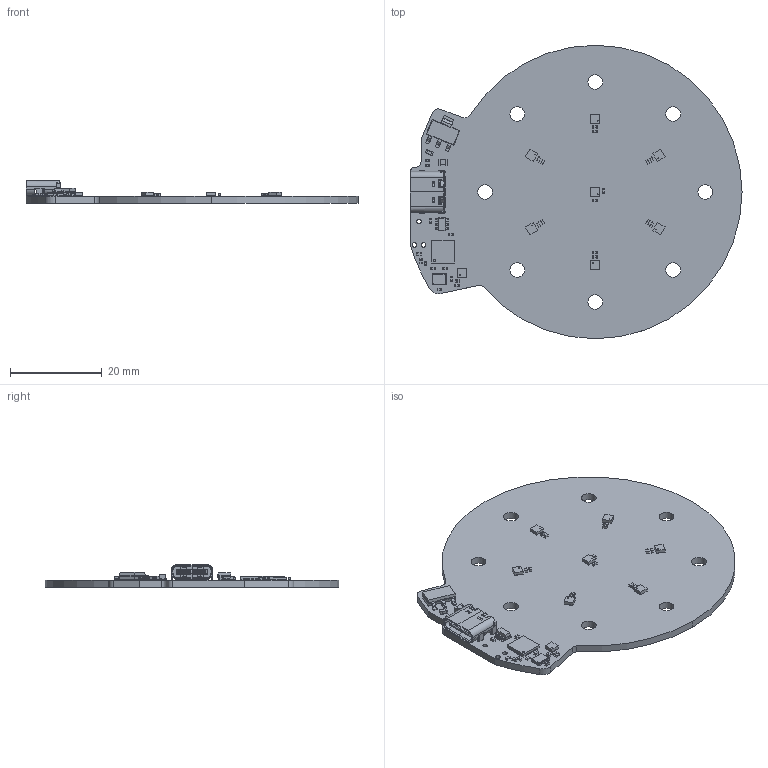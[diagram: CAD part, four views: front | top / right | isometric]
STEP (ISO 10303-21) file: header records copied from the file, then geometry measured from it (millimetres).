
FILE_DESCRIPTION(('KiCad electronic assembly'),'2;1');
FILE_NAME('probe-board.step','2024-07-17T19:52:52',('Pcbnew'),('Kicad'), 'Open CASCADE STEP processor 7.6','KiCad to STEP converter','Unknown' );
FILE_SCHEMA(('AUTOMOTIVE_DESIGN { 1 0 10303 214 1 1 1 1 }'));
Length unit declared in the file: millimetre
Products named in the file (22): probe-board 1; SOT-23-6; SOT_23_6; C_0402_1005Metric; R_0402_1005Metric; QFN-32-1EP_5x5mm_P0.5mm_EP3.45x3.45mm; QFN-32-1EP_5x5mm_Pitch0.5mm; LGA-14_2x2mm_P0.35mm_LayoutBorder3x4y; LGA_14_2x2mm_P035mm_LayoutBorder3x4y; C_0603_1608Metric; SOT-223; SOT_223; Crystal_SMD_3225-4Pin_3.2x2.5mm; C_0805_2012Metric; USB_C_Receptacle_GCT_USB4105-xx-A_16P_TopMnt_Horizontal; USB_C_Receptacle_16P_TopMnt_Horizontal_GCT_USB4105-xx-A; probe-board_PCB
Assembly tree (53 placements, depth 3):
  probe-board 1
    SOT-23-6
      SOT_23_6
    C_0402_1005Metric  x23
      C_0402_1005Metric
    R_0402_1005Metric  x4
      R_0402_1005Metric
    QFN-32-1EP_5x5mm_P0.5mm_EP3.45x3.45mm
      QFN-32-1EP_5x5mm_Pitch0.5mm
    LGA-14_2x2mm_P0.35mm_LayoutBorder3x4y  x8
      LGA_14_2x2mm_P035mm_LayoutBorder3x4y
    C_0603_1608Metric
      C_0603_1608Metric
    SOT-223
      SOT_223
    Crystal_SMD_3225-4Pin_3.2x2.5mm
      Crystal_SMD_3225-4Pin_3.2x2.5mm
    C_0805_2012Metric
      C_0805_2012Metric
    USB_C_Receptacle_GCT_USB4105-xx-A_16P_TopMnt_Horizontal
      USB_C_Receptacle_16P_TopMnt_Horizontal_GCT_USB4105-xx-A
    probe-board_PCB
Bounding box: 72.4 x 64 x 4.96 mm (x, y, z)
Volume: 5816.6 mm3; surface area: 8476.2 mm2
Topology: 78 solids, 78 shells, 2559 faces, 6473 edges, 4234 vertices
Faces by surface type: plane 1909, cylinder 596, bspline 46, cone 8
Full cylindrical faces by diameter (mm): 0.2 x8, 0.5 x3, 0.65 x2, 0.991 x3, 3.2 x8
Entity records: 49457 total; most frequent: CARTESIAN_POINT 7259, ORIENTED_EDGE 6808, DIRECTION 6606, EDGE_CURVE 3404, LINE 2736, VECTOR 2736, VERTEX_POINT 2192, AXIS2_PLACEMENT_3D 1935
